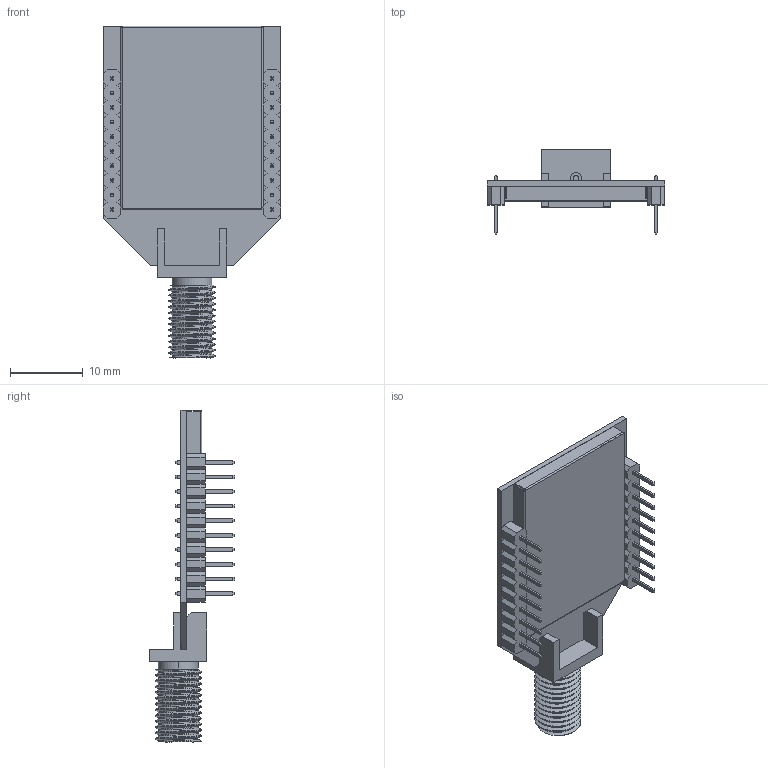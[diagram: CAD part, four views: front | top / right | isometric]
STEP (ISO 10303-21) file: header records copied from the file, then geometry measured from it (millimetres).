
FILE_DESCRIPTION (( 'STEP AP214' ), '1' );
FILE_NAME ('XBP9B-DPST-001.STEP', '2023-11-22T11:03:07', ( '' ), ( '' ), 'SwSTEP 2.0', 'SolidWorks 2021', '' );
FILE_SCHEMA (( 'AUTOMOTIVE_DESIGN' ));
Length unit declared in the file: millimetre
Products named in the file (1): XBP9B-DPST-001
Bounding box: 24.38 x 11.73 x 45.64 mm (x, y, z)
Volume: 1311.4 mm3; surface area: 4929.5 mm2
Topology: 42 solids, 42 shells, 865 faces, 2099 edges, 1334 vertices
Faces by surface type: plane 783, cylinder 70, bspline 12
Entity records: 28196 total; most frequent: CARTESIAN_POINT 7611, ORIENTED_EDGE 4194, DIRECTION 3803, EDGE_CURVE 2097, LINE 1947, VECTOR 1947, VERTEX_POINT 1334, EDGE_LOOP 971
